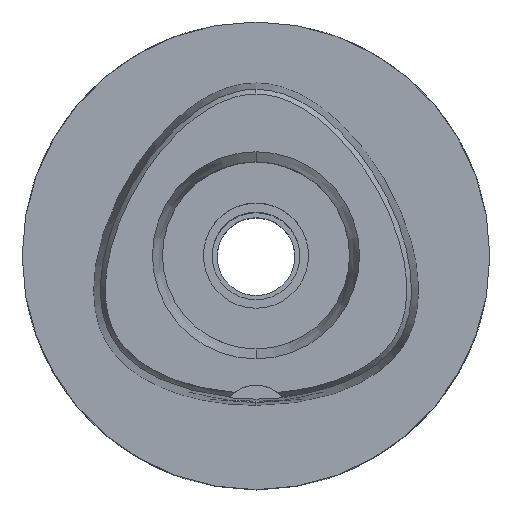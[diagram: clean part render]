
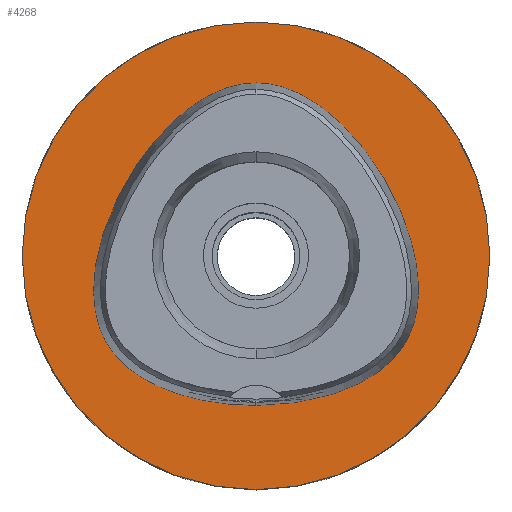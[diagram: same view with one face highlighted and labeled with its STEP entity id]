
A CAD part, top view. The second image highlights one B-rep face of the part: STEP entity #4268.
In plain terms, the highlighted planar face has unit normal (0, 0, 1).
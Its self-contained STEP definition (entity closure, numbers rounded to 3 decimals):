
#19 = CARTESIAN_POINT ( 'NONE',  ( -26.349, -13.395, 0. ) ) ;
#44 = CARTESIAN_POINT ( 'NONE',  ( 0., 29.575, 0. ) ) ;
#154 = CARTESIAN_POINT ( 'NONE',  ( 27.537, -1.766, 0. ) ) ;
#212 = VERTEX_POINT ( 'NONE', #1043 ) ;
#368 = CARTESIAN_POINT ( 'NONE',  ( -15.298, -22.965, 0. ) ) ;
#405 = DIRECTION ( 'NONE',  ( 0., -1., 0. ) ) ;
#504 = CARTESIAN_POINT ( 'NONE',  ( 3.149, 29.34, 0. ) ) ;
#532 = DIRECTION ( 'NONE',  ( 0., 0., -1. ) ) ;
#563 = EDGE_CURVE ( 'NONE', #1632, #770, #3971, .T. ) ;
#577 = CARTESIAN_POINT ( 'NONE',  ( 17.753, 19.522, 0. ) ) ;
#657 = ORIENTED_EDGE ( 'NONE', *, *, #2938, .F. ) ;
#762 = CARTESIAN_POINT ( 'NONE',  ( -26.772, 1.9, 0. ) ) ;
#770 = VERTEX_POINT ( 'NONE', #2308 ) ;
#792 = CARTESIAN_POINT ( 'NONE',  ( -17.753, 19.522, 0. ) ) ;
#806 = DIRECTION ( 'NONE',  ( 0., 0., -1. ) ) ;
#840 = CARTESIAN_POINT ( 'NONE',  ( -11.74, -24.136, 0. ) ) ;
#872 = CARTESIAN_POINT ( 'NONE',  ( -27.855, -5.338, 0. ) ) ;
#904 = CARTESIAN_POINT ( 'NONE',  ( 11.74, -24.136, 0. ) ) ;
#929 = CARTESIAN_POINT ( 'NONE',  ( 26.349, -13.395, 0. ) ) ;
#957 = CARTESIAN_POINT ( 'NONE',  ( 27.684, -8.752, 0. ) ) ;
#1043 = CARTESIAN_POINT ( 'NONE',  ( 0., -25.575, 0. ) ) ;
#1214 = PLANE ( 'NONE',  #1215 ) ;
#1215 = AXIS2_PLACEMENT_3D ( 'NONE', #4765, #806, #405 ) ;
#1228 = CARTESIAN_POINT ( 'NONE',  ( -6.692, -25.245, 0. ) ) ;
#1247 = CARTESIAN_POINT ( 'NONE',  ( -18.55, -21.454, 0. ) ) ;
#1270 = CARTESIAN_POINT ( 'NONE',  ( -22.339, 12.897, 0. ) ) ;
#1353 = CARTESIAN_POINT ( 'NONE',  ( 21.421, -19.599, 0. ) ) ;
#1382 = CARTESIAN_POINT ( 'NONE',  ( 22.339, 12.897, 0. ) ) ;
#1446 = AXIS2_PLACEMENT_3D ( 'NONE', #3334, #532, #2157 ) ;
#1460 = B_SPLINE_CURVE_WITH_KNOTS ( 'NONE', 3,
 ( #2925, #3310, #2574, #904, #4959, #2597, #1353, #2619, #2981, #4570, #929, #2521, #957, #4542, #154, #4912, #4520, #1382, #577, #4129, #4155, #4180, #504, #3802, #4616 ),
 .UNSPECIFIED., .F., .F.,
 ( 4, 1, 1, 1, 1, 1, 1, 1, 1, 1, 1, 1, 1, 1, 1, 1, 1, 1, 1, 1, 1, 1, 4 ),
 ( 0., 0.083, 0.125, 0.167, 0.208, 0.25, 0.292, 0.312, 0.333, 0.354, 0.375, 0.417, 0.458, 0.5, 0.542, 0.583, 0.667, 0.75, 0.833, 0.875, 0.917, 0.958, 1. ),
 .UNSPECIFIED. ) ;
#1499 = CARTESIAN_POINT ( 'NONE',  ( 0., -40., 0. ) ) ;
#1632 = VERTEX_POINT ( 'NONE', #1499 ) ;
#1646 = B_SPLINE_CURVE_WITH_KNOTS ( 'NONE', 3,
 ( #44, #3167, #4876, #4381, #2039, #4800, #792, #1270, #2798, #762, #1662, #872, #3273, #3641, #19, #2462, #3251, #2387, #3994, #1247, #368, #840, #1228, #2827, #4070 ),
 .UNSPECIFIED., .F., .F.,
 ( 4, 1, 1, 1, 1, 1, 1, 1, 1, 1, 1, 1, 1, 1, 1, 1, 1, 1, 1, 1, 1, 1, 4 ),
 ( 0., 0.042, 0.083, 0.125, 0.167, 0.25, 0.333, 0.417, 0.458, 0.5, 0.542, 0.583, 0.625, 0.646, 0.667, 0.687, 0.708, 0.75, 0.792, 0.833, 0.875, 0.917, 1. ),
 .UNSPECIFIED. ) ;
#1662 = CARTESIAN_POINT ( 'NONE',  ( -27.537, -1.766, 0. ) ) ;
#1747 = DIRECTION ( 'NONE',  ( 0., -1., 0. ) ) ;
#1778 = AXIS2_PLACEMENT_3D ( 'NONE', #2980, #2573, #1747 ) ;
#2039 = CARTESIAN_POINT ( 'NONE',  ( -9.305, 26.792, 0. ) ) ;
#2157 = DIRECTION ( 'NONE',  ( 0., 1., 0. ) ) ;
#2182 = ORIENTED_EDGE ( 'NONE', *, *, #4824, .F. ) ;
#2308 = CARTESIAN_POINT ( 'NONE',  ( 0., 40., 0. ) ) ;
#2387 = CARTESIAN_POINT ( 'NONE',  ( -23.433, -17.764, 0. ) ) ;
#2462 = CARTESIAN_POINT ( 'NONE',  ( -25.638, -14.802, 0. ) ) ;
#2521 = CARTESIAN_POINT ( 'NONE',  ( 27.101, -11.411, 0. ) ) ;
#2538 = ORIENTED_EDGE ( 'NONE', *, *, #2853, .F. ) ;
#2550 = CIRCLE ( 'NONE', #1446, 40. ) ;
#2573 = DIRECTION ( 'NONE',  ( 0., 0., -1. ) ) ;
#2574 = CARTESIAN_POINT ( 'NONE',  ( 6.692, -25.245, 0. ) ) ;
#2597 = CARTESIAN_POINT ( 'NONE',  ( 18.55, -21.454, 0. ) ) ;
#2619 = CARTESIAN_POINT ( 'NONE',  ( 23.433, -17.764, 0. ) ) ;
#2784 = FACE_BOUND ( 'NONE', #3111, .T. ) ;
#2798 = CARTESIAN_POINT ( 'NONE',  ( -25.209, 6.827, 0. ) ) ;
#2814 = ORIENTED_EDGE ( 'NONE', *, *, #563, .F. ) ;
#2827 = CARTESIAN_POINT ( 'NONE',  ( -2.677, -25.575, 0. ) ) ;
#2853 = EDGE_CURVE ( 'NONE', #212, #4865, #1460, .T. ) ;
#2925 = CARTESIAN_POINT ( 'NONE',  ( 0., -25.575, 0. ) ) ;
#2938 = EDGE_CURVE ( 'NONE', #770, #1632, #2550, .T. ) ;
#2980 = CARTESIAN_POINT ( 'NONE',  ( 0., 0., 0. ) ) ;
#2981 = CARTESIAN_POINT ( 'NONE',  ( 24.775, -16.122, 0. ) ) ;
#3061 = EDGE_LOOP ( 'NONE', ( #657, #2814 ) ) ;
#3111 = EDGE_LOOP ( 'NONE', ( #2182, #2538 ) ) ;
#3157 = FACE_OUTER_BOUND ( 'NONE', #3061, .T. ) ;
#3167 = CARTESIAN_POINT ( 'NONE',  ( -1.05, 29.575, 0. ) ) ;
#3251 = CARTESIAN_POINT ( 'NONE',  ( -24.775, -16.122, 0. ) ) ;
#3273 = CARTESIAN_POINT ( 'NONE',  ( -27.684, -8.752, 0. ) ) ;
#3310 = CARTESIAN_POINT ( 'NONE',  ( 2.677, -25.575, 0. ) ) ;
#3334 = CARTESIAN_POINT ( 'NONE',  ( 0., 0., 0. ) ) ;
#3641 = CARTESIAN_POINT ( 'NONE',  ( -27.101, -11.411, 0. ) ) ;
#3802 = CARTESIAN_POINT ( 'NONE',  ( 1.05, 29.575, 0. ) ) ;
#3971 = CIRCLE ( 'NONE', #1778, 40. ) ;
#3994 = CARTESIAN_POINT ( 'NONE',  ( -21.421, -19.599, 0. ) ) ;
#4070 = CARTESIAN_POINT ( 'NONE',  ( 0., -25.575, 0. ) ) ;
#4129 = CARTESIAN_POINT ( 'NONE',  ( 13.218, 24.044, 0. ) ) ;
#4155 = CARTESIAN_POINT ( 'NONE',  ( 9.305, 26.792, 0. ) ) ;
#4180 = CARTESIAN_POINT ( 'NONE',  ( 6.262, 28.351, 0. ) ) ;
#4268 = ADVANCED_FACE ( 'NONE', ( #3157, #2784 ), #1214, .F. ) ;
#4381 = CARTESIAN_POINT ( 'NONE',  ( -6.262, 28.351, 0. ) ) ;
#4520 = CARTESIAN_POINT ( 'NONE',  ( 25.209, 6.827, 0. ) ) ;
#4542 = CARTESIAN_POINT ( 'NONE',  ( 27.855, -5.338, 0. ) ) ;
#4570 = CARTESIAN_POINT ( 'NONE',  ( 25.638, -14.802, 0. ) ) ;
#4616 = CARTESIAN_POINT ( 'NONE',  ( 0., 29.575, 0. ) ) ;
#4765 = CARTESIAN_POINT ( 'NONE',  ( 0., 0., 0. ) ) ;
#4800 = CARTESIAN_POINT ( 'NONE',  ( -13.218, 24.044, 0. ) ) ;
#4824 = EDGE_CURVE ( 'NONE', #4865, #212, #1646, .T. ) ;
#4832 = CARTESIAN_POINT ( 'NONE',  ( 0., 29.575, 0. ) ) ;
#4865 = VERTEX_POINT ( 'NONE', #4832 ) ;
#4876 = CARTESIAN_POINT ( 'NONE',  ( -3.149, 29.34, 0. ) ) ;
#4912 = CARTESIAN_POINT ( 'NONE',  ( 26.772, 1.9, 0. ) ) ;
#4959 = CARTESIAN_POINT ( 'NONE',  ( 15.298, -22.965, 0. ) ) ;
